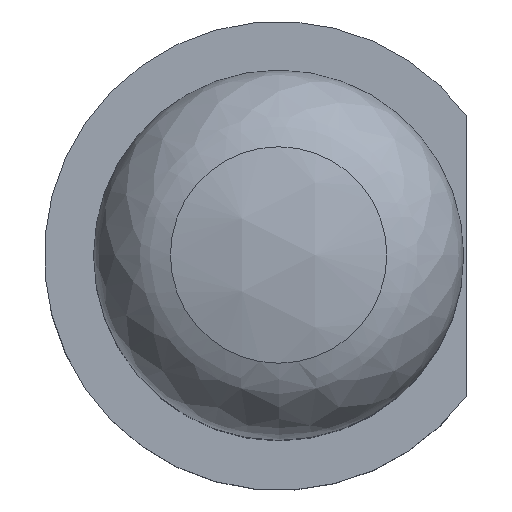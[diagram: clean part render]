
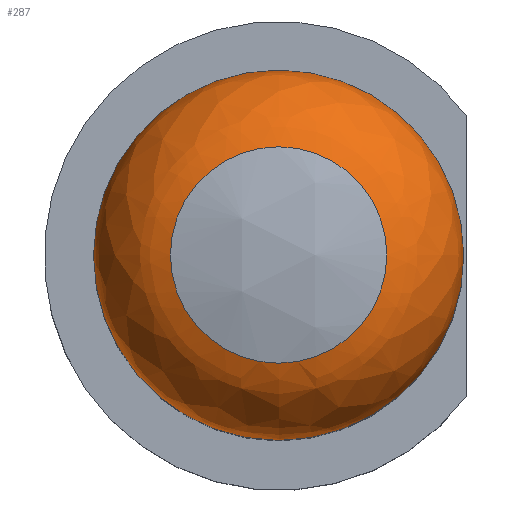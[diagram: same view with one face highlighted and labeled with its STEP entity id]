
A CAD part, top view. The second image highlights one B-rep face of the part: STEP entity #287.
In plain terms, the highlighted free-form (B-spline) face has degree [2, 2] with [3, 9] control points.
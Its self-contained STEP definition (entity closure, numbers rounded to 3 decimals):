
#31=(
BOUNDED_SURFACE()
B_SPLINE_SURFACE(2,2,((#434,#435,#436,#437,#438,#439,#440,#441,#442),(#443,
#444,#445,#446,#447,#448,#449,#450,#451),(#452,#453,#454,#455,#456,#457,
#458,#459,#460)),.UNSPECIFIED.,.F.,.T.,.F.)
B_SPLINE_SURFACE_WITH_KNOTS((3,3),(3,2,2,2,3),(-1.261,0.),
(-3.142,-1.571,0.,1.571,3.142),
 .UNSPECIFIED.)
GEOMETRIC_REPRESENTATION_ITEM()
RATIONAL_B_SPLINE_SURFACE(((1.,0.707,1.,0.707,1.,
0.707,1.,0.707,1.),(0.808,0.571,
0.808,0.571,0.808,0.571,
0.808,0.571,0.808),(1.,0.707,
1.,0.707,1.,0.707,1.,0.707,1.)))
REPRESENTATION_ITEM('')
SURFACE()
);
#33=FACE_OUTER_BOUND('',#50,.T.);
#50=EDGE_LOOP('',(#206,#207,#208,#209,#210,#211));
#128=CIRCLE('',#319,1.5);
#129=CIRCLE('',#320,1.5);
#131=CIRCLE('',#322,0.896);
#132=CIRCLE('',#323,0.877);
#133=CIRCLE('',#324,0.877);
#138=VERTEX_POINT('',#428);
#139=VERTEX_POINT('',#430);
#140=VERTEX_POINT('',#461);
#141=VERTEX_POINT('',#463);
#164=EDGE_CURVE('',#138,#139,#128,.T.);
#165=EDGE_CURVE('',#139,#138,#129,.T.);
#167=EDGE_CURVE('',#138,#140,#131,.T.);
#168=EDGE_CURVE('',#140,#141,#132,.T.);
#169=EDGE_CURVE('',#141,#140,#133,.T.);
#206=ORIENTED_EDGE('',*,*,#165,.F.);
#207=ORIENTED_EDGE('',*,*,#164,.F.);
#208=ORIENTED_EDGE('',*,*,#167,.T.);
#209=ORIENTED_EDGE('',*,*,#168,.T.);
#210=ORIENTED_EDGE('',*,*,#169,.T.);
#211=ORIENTED_EDGE('',*,*,#167,.F.);
#287=ADVANCED_FACE('',(#33),#31,.F.);
#319=AXIS2_PLACEMENT_3D('',#431,#349,#350);
#320=AXIS2_PLACEMENT_3D('',#432,#351,#352);
#322=AXIS2_PLACEMENT_3D('',#462,#355,#356);
#323=AXIS2_PLACEMENT_3D('',#464,#357,#358);
#324=AXIS2_PLACEMENT_3D('',#465,#359,#360);
#349=DIRECTION('center_axis',(0.,0.,-1.));
#350=DIRECTION('ref_axis',(0.,1.,0.));
#351=DIRECTION('center_axis',(0.,0.,-1.));
#352=DIRECTION('ref_axis',(0.,1.,0.));
#355=DIRECTION('center_axis',(-1.,0.,0.));
#356=DIRECTION('ref_axis',(0.,-1.,0.));
#357=DIRECTION('center_axis',(0.,0.,-1.));
#358=DIRECTION('ref_axis',(0.,1.,0.));
#359=DIRECTION('center_axis',(0.,0.,-1.));
#360=DIRECTION('ref_axis',(0.,1.,0.));
#428=CARTESIAN_POINT('',(0.,-1.481,4.227));
#430=CARTESIAN_POINT('',(0.,1.519,4.227));
#431=CARTESIAN_POINT('Origin',(0.,0.019,4.227));
#432=CARTESIAN_POINT('Origin',(0.,0.019,4.227));
#434=CARTESIAN_POINT('Ctrl Pts',(0.,-0.858,
5.081));
#435=CARTESIAN_POINT('Ctrl Pts',(-0.877,-0.858,
5.081));
#436=CARTESIAN_POINT('Ctrl Pts',(-0.877,0.019,
5.081));
#437=CARTESIAN_POINT('Ctrl Pts',(-0.877,0.896,5.081));
#438=CARTESIAN_POINT('Ctrl Pts',(0.,0.896,
5.081));
#439=CARTESIAN_POINT('Ctrl Pts',(0.877,0.896,5.081));
#440=CARTESIAN_POINT('Ctrl Pts',(0.877,0.019,5.081));
#441=CARTESIAN_POINT('Ctrl Pts',(0.877,-0.858,5.081));
#442=CARTESIAN_POINT('Ctrl Pts',(0.,-0.858,
5.081));
#443=CARTESIAN_POINT('Ctrl Pts',(0.,-1.481,
4.881));
#444=CARTESIAN_POINT('Ctrl Pts',(-1.5,-1.481,4.881));
#445=CARTESIAN_POINT('Ctrl Pts',(-1.5,0.019,4.881));
#446=CARTESIAN_POINT('Ctrl Pts',(-1.5,1.519,4.881));
#447=CARTESIAN_POINT('Ctrl Pts',(0.,1.519,
4.881));
#448=CARTESIAN_POINT('Ctrl Pts',(1.5,1.519,4.881));
#449=CARTESIAN_POINT('Ctrl Pts',(1.5,0.019,4.881));
#450=CARTESIAN_POINT('Ctrl Pts',(1.5,-1.481,4.881));
#451=CARTESIAN_POINT('Ctrl Pts',(0.,-1.481,
4.881));
#452=CARTESIAN_POINT('Ctrl Pts',(0.,-1.481,
4.227));
#453=CARTESIAN_POINT('Ctrl Pts',(-1.5,-1.481,4.227));
#454=CARTESIAN_POINT('Ctrl Pts',(-1.5,0.019,4.227));
#455=CARTESIAN_POINT('Ctrl Pts',(-1.5,1.519,4.227));
#456=CARTESIAN_POINT('Ctrl Pts',(0.,1.519,
4.227));
#457=CARTESIAN_POINT('Ctrl Pts',(1.5,1.519,4.227));
#458=CARTESIAN_POINT('Ctrl Pts',(1.5,0.019,4.227));
#459=CARTESIAN_POINT('Ctrl Pts',(1.5,-1.481,4.227));
#460=CARTESIAN_POINT('Ctrl Pts',(0.,-1.481,
4.227));
#461=CARTESIAN_POINT('',(0.,-0.858,5.081));
#462=CARTESIAN_POINT('Origin',(0.,-0.585,
4.227));
#463=CARTESIAN_POINT('',(0.,0.896,5.081));
#464=CARTESIAN_POINT('Origin',(0.,0.019,5.081));
#465=CARTESIAN_POINT('Origin',(0.,0.019,5.081));
